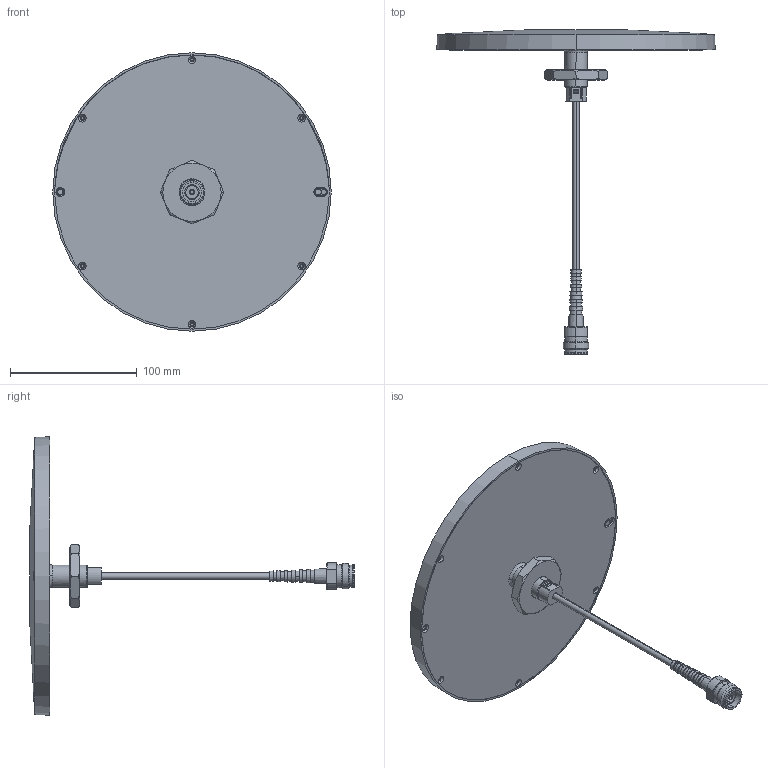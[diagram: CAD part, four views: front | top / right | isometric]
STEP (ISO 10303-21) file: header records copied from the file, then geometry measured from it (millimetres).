
FILE_DESCRIPTION (( 'STEP AP214' ), '1' );
FILE_NAME ('PE51226.STEP', '2021-04-19T19:48:14', ( '' ), ( '' ), 'SwSTEP 2.0', 'SolidWorks 2020', '' );
FILE_SCHEMA (( 'AUTOMOTIVE_DESIGN' ));
Length unit declared in the file: millimetre
Products named in the file (1): PE51226
Bounding box: 220 x 256.41 x 220 mm (x, y, z)
Surface area: 199478.8 mm2 (no closed solid volume)
Topology: 0 solids, 5 shells, 661 faces, 1676 edges, 1090 vertices
Faces by surface type: plane 265, cylinder 192, cone 162, bspline 42
Entity records: 29372 total; most frequent: CARTESIAN_POINT 13522, ORIENTED_EDGE 3342, DIRECTION 3216, EDGE_CURVE 1676, AXIS2_PLACEMENT_3D 1233, VERTEX_POINT 1090, EDGE_LOOP 759, VECTOR 750
